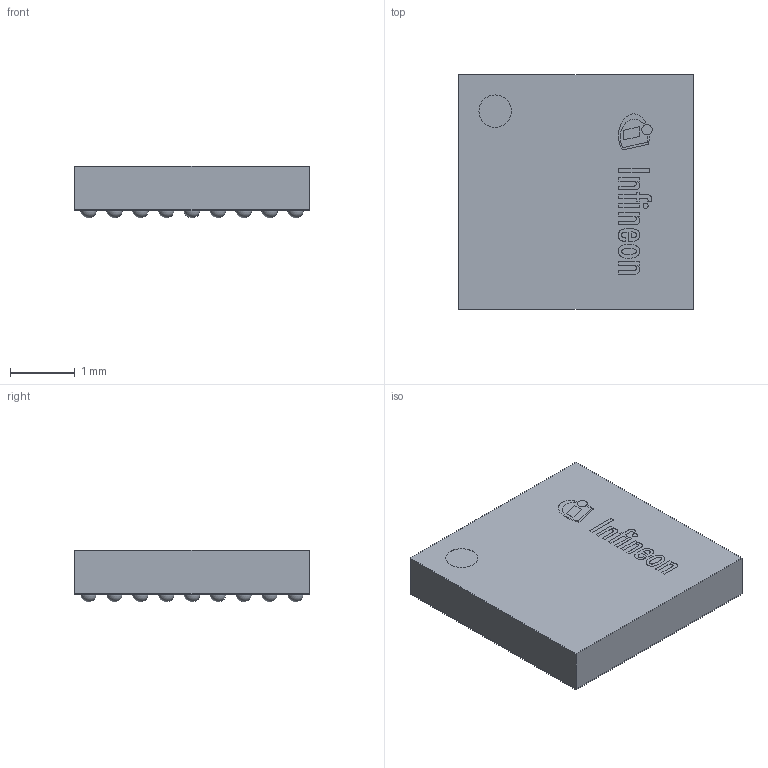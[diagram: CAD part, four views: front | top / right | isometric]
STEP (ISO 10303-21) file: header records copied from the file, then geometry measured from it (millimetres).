
FILE_DESCRIPTION(/* description */ (''),/* implementation_level */ '2;1');
FILE_NAME(/* name */ 'PG-WFWLB-52-3_Z8B00187260_V02_3D.stp',/* time_stamp */ '2021-06-29T13:32:02+05:00',/* author */ ('janartha'),/* organization */ (''),/* preprocessor_version */ 'ST-DEVELOPER v16.13',/* originating_system */ 'AutoCAD Mechanical',/* authorisation */ '');
FILE_SCHEMA (('AUTOMOTIVE_DESIGN { 1 0 10303 214 3 1 1 }'));
Length unit declared in the file: millimetre
Products named in the file (1): Product
Bounding box: 3.63 x 3.63 x 0.8 mm (x, y, z)
Volume: 9.2 mm3; surface area: 71.2 mm2
Topology: 68 solids, 68 shells, 241 faces, 520 edges, 364 vertices
Faces by surface type: plane 168, sphere 52, bspline 16, cylinder 5
Full cylindrical faces by diameter (mm): 0.078 x1, 0.159 x1, 0.5 x2
Entity records: 5587 total; most frequent: CARTESIAN_POINT 1290, DIRECTION 842, ORIENTED_EDGE 720, EDGE_CURVE 360, AXIS2_PLACEMENT_3D 288, LINE 266, VECTOR 266, VERTEX_POINT 260
